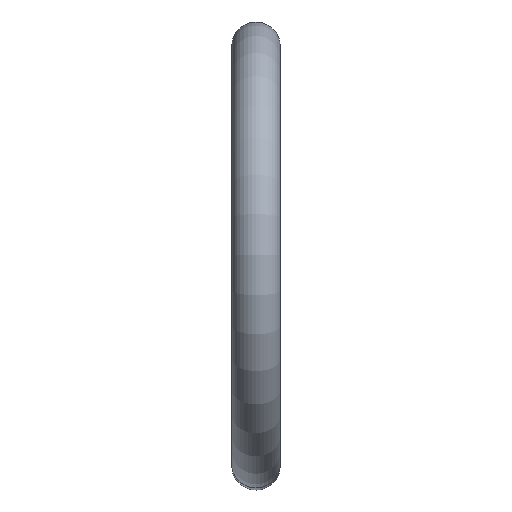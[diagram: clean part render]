
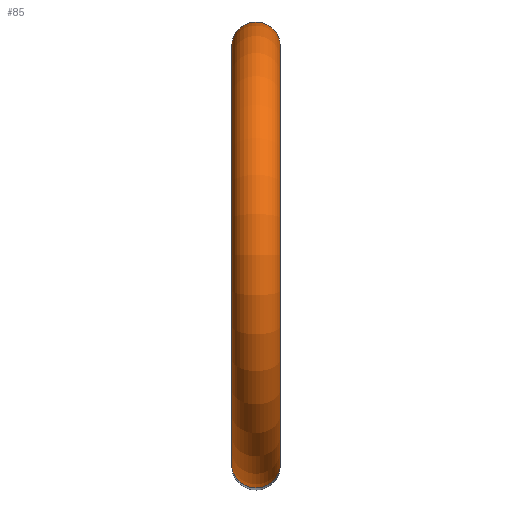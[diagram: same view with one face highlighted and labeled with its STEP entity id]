
A CAD part, top view. The second image highlights one B-rep face of the part: STEP entity #85.
In plain terms, the highlighted toroidal (fillet/blend) face has major radius 21.5 mm and minor radius 2.5 mm.
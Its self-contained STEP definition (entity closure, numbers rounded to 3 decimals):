
#21=FACE_OUTER_BOUND('',#25,.T.);
#25=EDGE_LOOP('',(#59,#60,#61,#62,#63,#64));
#29=CIRCLE('',#110,2.5);
#30=CIRCLE('',#111,2.5);
#31=CIRCLE('',#112,19.);
#32=CIRCLE('',#113,2.5);
#33=CIRCLE('',#114,2.5);
#39=VERTEX_POINT('',#157);
#40=VERTEX_POINT('',#158);
#41=VERTEX_POINT('',#161);
#42=VERTEX_POINT('',#163);
#47=EDGE_CURVE('',#39,#40,#29,.T.);
#48=EDGE_CURVE('',#40,#39,#30,.T.);
#49=EDGE_CURVE('',#40,#41,#31,.T.);
#50=EDGE_CURVE('',#41,#42,#32,.T.);
#51=EDGE_CURVE('',#42,#41,#33,.T.);
#59=ORIENTED_EDGE('',*,*,#47,.F.);
#60=ORIENTED_EDGE('',*,*,#48,.F.);
#61=ORIENTED_EDGE('',*,*,#49,.T.);
#62=ORIENTED_EDGE('',*,*,#50,.T.);
#63=ORIENTED_EDGE('',*,*,#51,.T.);
#64=ORIENTED_EDGE('',*,*,#49,.F.);
#83=TOROIDAL_SURFACE('',#109,21.5,2.5);
#85=ADVANCED_FACE('',(#21),#83,.T.);
#109=AXIS2_PLACEMENT_3D('',#156,#125,#126);
#110=AXIS2_PLACEMENT_3D('',#159,#127,#128);
#111=AXIS2_PLACEMENT_3D('',#160,#129,#130);
#112=AXIS2_PLACEMENT_3D('',#162,#131,#132);
#113=AXIS2_PLACEMENT_3D('',#164,#133,#134);
#114=AXIS2_PLACEMENT_3D('',#165,#135,#136);
#125=DIRECTION('center_axis',(1.,0.,0.));
#126=DIRECTION('ref_axis',(0.,0.,1.));
#127=DIRECTION('center_axis',(0.,0.,-1.));
#128=DIRECTION('ref_axis',(-1.,0.,0.));
#129=DIRECTION('center_axis',(0.,0.,-1.));
#130=DIRECTION('ref_axis',(-1.,0.,0.));
#131=DIRECTION('center_axis',(-1.,0.,0.));
#132=DIRECTION('ref_axis',(0.,0.,1.));
#133=DIRECTION('center_axis',(0.,0.,1.));
#134=DIRECTION('ref_axis',(-1.,0.,0.));
#135=DIRECTION('center_axis',(0.,0.,1.));
#136=DIRECTION('ref_axis',(-1.,0.,0.));
#156=CARTESIAN_POINT('Origin',(0.,21.5,0.));
#157=CARTESIAN_POINT('',(2.5,0.,0.));
#158=CARTESIAN_POINT('',(0.,2.5,0.));
#159=CARTESIAN_POINT('Origin',(0.,0.,0.));
#160=CARTESIAN_POINT('Origin',(0.,0.,0.));
#161=CARTESIAN_POINT('',(0.,40.5,0.));
#162=CARTESIAN_POINT('Origin',(0.,21.5,0.));
#163=CARTESIAN_POINT('',(2.5,43.,0.));
#164=CARTESIAN_POINT('Origin',(0.,43.,0.));
#165=CARTESIAN_POINT('Origin',(0.,43.,0.));
